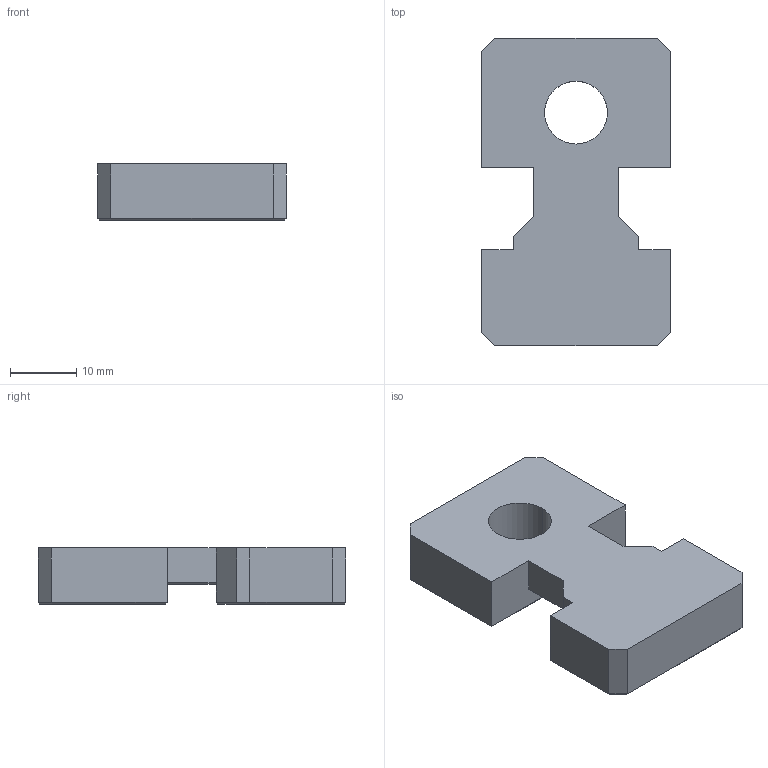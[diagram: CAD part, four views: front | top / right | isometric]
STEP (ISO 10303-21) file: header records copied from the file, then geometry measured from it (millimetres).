
FILE_DESCRIPTION (( 'STEP AP203' ), '1' );
FILE_NAME ('Part 6.step_Default_sldprt.STEP', '2023-05-13T05:59:15', ( '' ), ( '' ), 'SwSTEP 2.0', 'SolidWorks 2022', '' );
FILE_SCHEMA (( 'CONFIG_CONTROL_DESIGN' ));
Length unit declared in the file: millimetre
Products named in the file (1): Part 6.step_Default_sldprt
Bounding box: 28.5 x 46.5 x 8.5 mm (x, y, z)
Volume: 8472.8 mm3; surface area: 4133.8 mm2
Topology: 1 solids, 1 shells, 63 faces, 151 edges, 94 vertices
Faces by surface type: plane 53, cylinder 10
Entity records: 1866 total; most frequent: CARTESIAN_POINT 309, ORIENTED_EDGE 302, DIRECTION 299, EDGE_CURVE 151, LINE 131, VECTOR 131, VERTEX_POINT 94, AXIS2_PLACEMENT_3D 84
